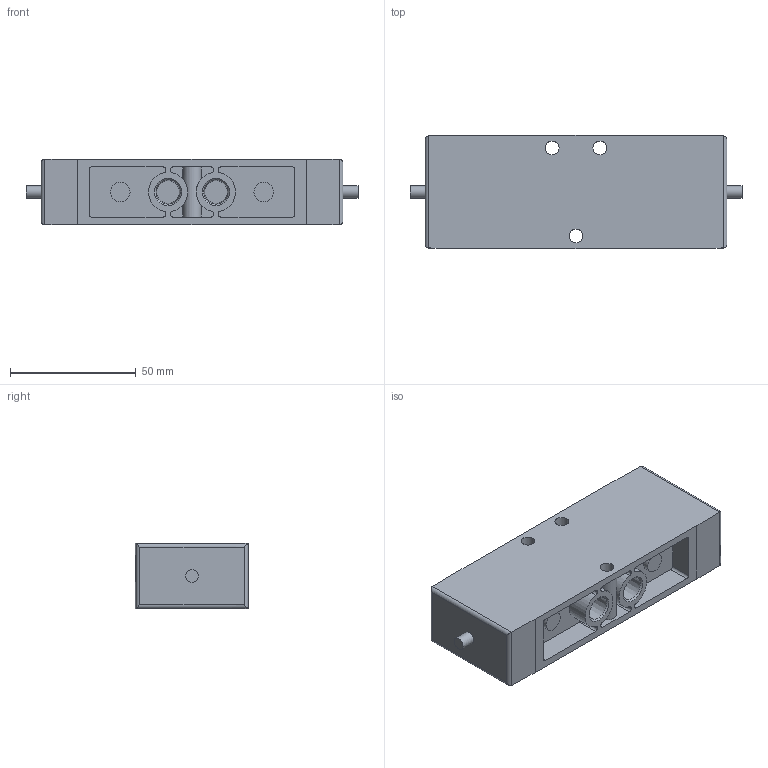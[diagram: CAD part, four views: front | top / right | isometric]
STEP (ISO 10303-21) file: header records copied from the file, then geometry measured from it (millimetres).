
FILE_DESCRIPTION(/* description */ ('STEP AP214'),/* implementation_level */ '2;1');
FILE_NAME(/* name */ '10878_JH-5-1_8-NPT',/* time_stamp */ '2024-08-29T14:45:57+02:00',/* author */ ('License CC BY-ND 4.0'),/* organization */ ('CADENAS'),/* preprocessor_version */ 'ST-DEVELOPER v19.3',/* originating_system */ 'PARTsolutions',/* authorisation */ ' ');
FILE_SCHEMA (('AUTOMOTIVE_DESIGN {1 0 10303 214 3 1 1}'));
Length unit declared in the file: millimetre
Products named in the file (1): 10878 JH-5-1/8-NPT
Bounding box: 132 x 45 x 26 mm (x, y, z)
Volume: 115013.7 mm3; surface area: 28180.5 mm2
Topology: 1 solids, 1 shells, 123 faces, 331 edges, 220 vertices
Faces by surface type: cylinder 61, plane 48, cone 14
Full cylindrical faces by diameter (mm): 5 x2, 5.5 x3, 7.5 x3, 7.8 x2
Entity records: 3822 total; most frequent: CARTESIAN_POINT 780, DIRECTION 652, ORIENTED_EDGE 582, EDGE_CURVE 291, AXIS2_PLACEMENT_3D 253, VERTEX_POINT 207, EDGE_LOOP 172, FACE_BOUND 172
